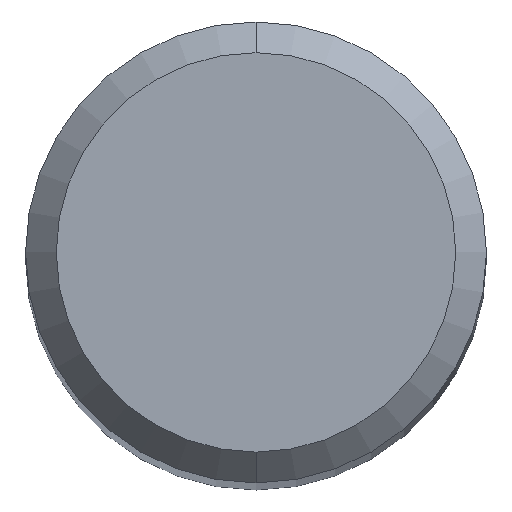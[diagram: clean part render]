
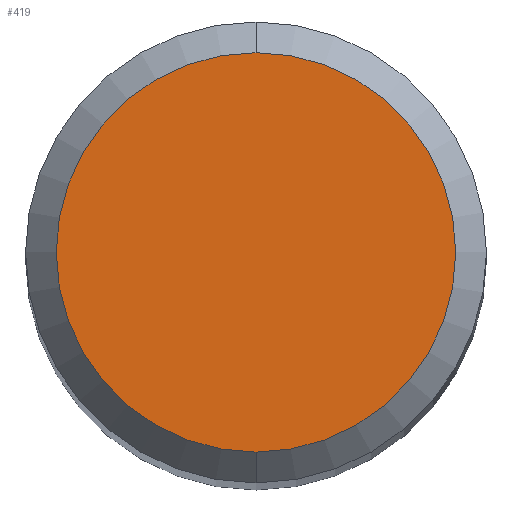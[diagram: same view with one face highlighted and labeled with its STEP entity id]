
A CAD part, top view. The second image highlights one B-rep face of the part: STEP entity #419.
In plain terms, the highlighted planar face has unit normal (0, 0, 1).
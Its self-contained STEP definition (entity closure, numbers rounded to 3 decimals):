
#319=VERTEX_POINT('',#891);
#419=ADVANCED_FACE('',(#1000),#1001,.T.);
#543=EDGE_CURVE('',#577,#319,#1135,.T.);
#577=VERTEX_POINT('',#1173);
#623=EDGE_CURVE('',#319,#577,#1224,.T.);
#891=CARTESIAN_POINT('',(0.0,2.6,0.0));
#1000=FACE_OUTER_BOUND('',#3061,.T.);
#1001=PLANE('',#3062);
#1135=CIRCLE('',#3476,2.6);
#1173=CARTESIAN_POINT('',(0.,-2.6,0.0));
#1224=CIRCLE('',#4440,2.6);
#3061=EDGE_LOOP('',(#5855,#5856));
#3062=AXIS2_PLACEMENT_3D('',#5857,#5858,#5859);
#3476=AXIS2_PLACEMENT_3D('',#5992,#5993,#5994);
#4440=AXIS2_PLACEMENT_3D('',#6117,#6118,#6119);
#5855=ORIENTED_EDGE('',*,*,#623,.F.);
#5856=ORIENTED_EDGE('',*,*,#543,.F.);
#5857=CARTESIAN_POINT('',(0.0,1.3,0.0));
#5858=DIRECTION('',(-0.0,0.0,1.0));
#5859=DIRECTION('',(0.0,-1.0,0.0));
#5992=CARTESIAN_POINT('',(0.0,0.0,0.0));
#5993=DIRECTION('',(0.0,0.0,-1.0));
#5994=DIRECTION('',(0.0,1.0,0.0));
#6117=CARTESIAN_POINT('',(0.0,0.0,0.0));
#6118=DIRECTION('',(0.0,0.0,-1.0));
#6119=DIRECTION('',(0.0,1.0,0.0));
